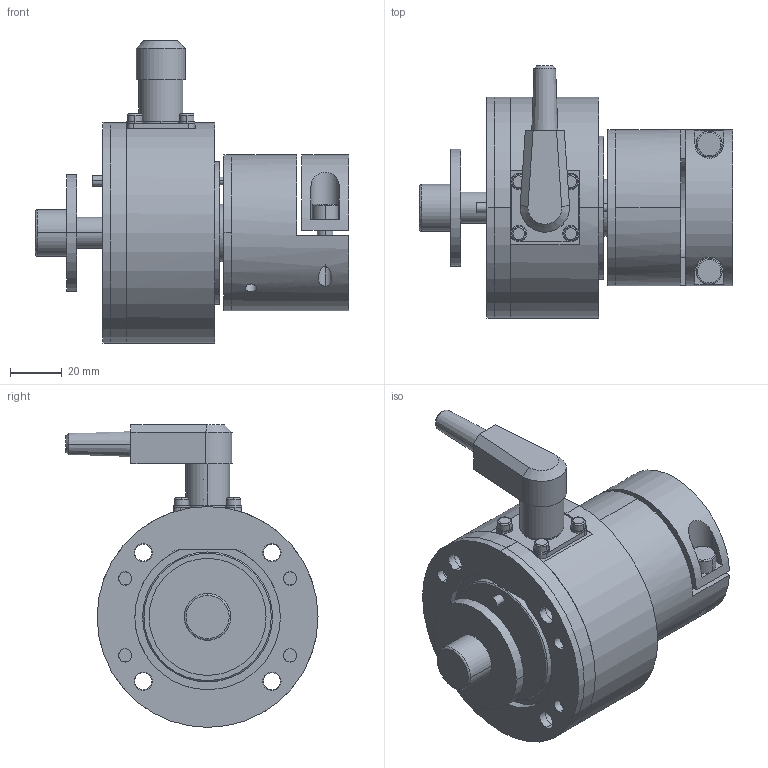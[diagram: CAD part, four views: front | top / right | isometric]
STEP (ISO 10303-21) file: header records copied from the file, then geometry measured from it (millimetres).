
FILE_DESCRIPTION((''),'2;1');
FILE_NAME('070531.1_DI150.stp','2011-06-27T10:38:23',(''),(''),'Mechanical Desktop 2009','Mechanical Desktop 2009',', , ');
FILE_SCHEMA(('CONFIG_CONTROL_DESIGN'));
Length unit declared in the file: millimetre
Products named in the file (36): C0705311_DI150; C0709081; C0612056; C0709072; C0709104; I-6KT_SCHRAUBE_M6X30; SCHUTZKAPPE_M6_S5; GERÄTESTECKER_5POL_C091 31S005 100 2; FEDERRING_M3; I-6KT_SCHRAUBE_M3X8; PENDELKUGELLAGER_1203TV; PENDELKUGELLAGER_1203TVA; C0612053; C0612053A; SENKSCHRAUBE_I-6KT_M3X6A; SENKSCHRAUBE_I-6KT_M3X6; U-SCHEIBE_M8_24A; U-SCHEIBE_M8_24; I-6KT_SCHRAUBE_M8X12NKA; I-6KT_SCHRAUBE_M8X12NK; U-SCHEIBE_13_45X4A; U-SCHEIBE_13_45X4; I-6KT_SCHRAUBE_M12X25; I-6KT_SCHRAUBE_M12X25A; SENKNIETE_D3X10A; SENKNIETE_D3X10; SPANNSTIFT_4X10; SPANNSTIFT_4X10A; KABELDOSE_WINKEL_MINI_5_POLA; KABELDOSE_WINKEL_MINI_5_POL; C0612055; ~TEIL1; C0709074; C0709074A; I-6KT_SCHRAUBE_M6X12A; I-6KT_SCHRAUBE_M6X12
Assembly tree (51 placements, depth 4):
  C0705311_DI150
    C0709081
      C0612056
      C0709072
      C0709104
      I-6KT_SCHRAUBE_M6X30  x4
      SCHUTZKAPPE_M6_S5  x4
      GERÄTESTECKER_5POL_C091 31S005 100 2
      FEDERRING_M3  x4
      I-6KT_SCHRAUBE_M3X8  x4
    PENDELKUGELLAGER_1203TV
      PENDELKUGELLAGER_1203TVA
    C0612053
      C0612053A
    SENKSCHRAUBE_I-6KT_M3X6A  x4
      SENKSCHRAUBE_I-6KT_M3X6
    U-SCHEIBE_M8_24A
      U-SCHEIBE_M8_24
    I-6KT_SCHRAUBE_M8X12NKA
      I-6KT_SCHRAUBE_M8X12NK
    U-SCHEIBE_13_45X4A
      U-SCHEIBE_13_45X4
    I-6KT_SCHRAUBE_M12X25
      I-6KT_SCHRAUBE_M12X25A
    SENKNIETE_D3X10A
      SENKNIETE_D3X10
    SPANNSTIFT_4X10
      SPANNSTIFT_4X10A
    KABELDOSE_WINKEL_MINI_5_POLA
      KABELDOSE_WINKEL_MINI_5_POL
    C0612055
      ~TEIL1
      C0709074
        C0709074A
    I-6KT_SCHRAUBE_M6X12A  x2
      I-6KT_SCHRAUBE_M6X12
Bounding box: 120.5 x 97 x 116.5 mm (x, y, z)
Volume: 328358.4 mm3; surface area: 121867.9 mm2
Topology: 38 solids, 38 shells, 712 faces, 1617 edges, 1032 vertices
Faces by surface type: cylinder 338, plane 233, cone 105, torus 32, sphere 4
Entity records: 16235 total; most frequent: DIRECTION 2999, CARTESIAN_POINT 2941, ORIENTED_EDGE 2376, AXIS2_PLACEMENT_3D 1250, EDGE_CURVE 1188, VERTEX_POINT 777, EDGE_LOOP 687, CIRCLE 674
